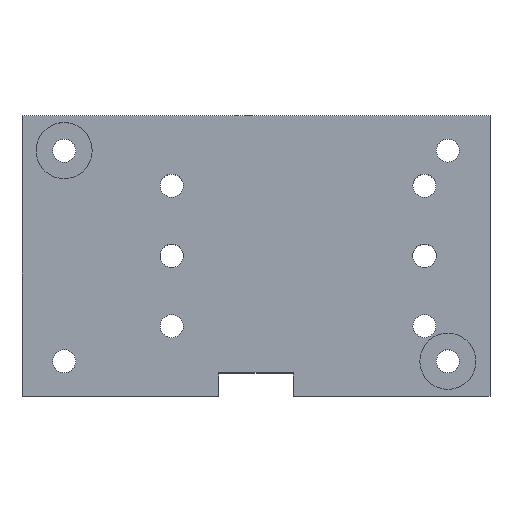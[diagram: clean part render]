
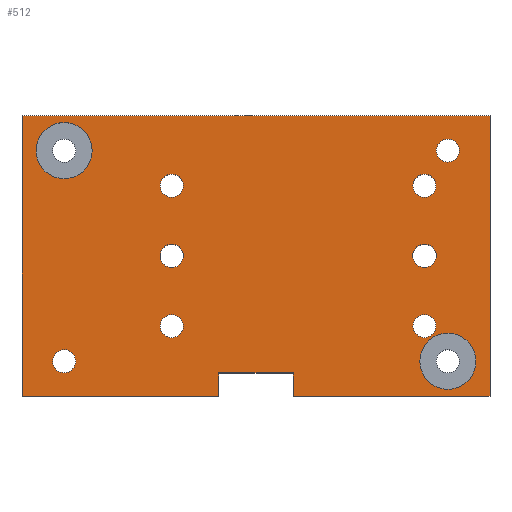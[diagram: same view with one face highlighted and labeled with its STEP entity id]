
A CAD part, top view. The second image highlights one B-rep face of the part: STEP entity #512.
In plain terms, the highlighted planar face has unit normal (0, 0, 1).
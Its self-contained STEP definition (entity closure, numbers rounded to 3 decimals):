
#19=FACE_BOUND('',#105,.T.);
#20=FACE_BOUND('',#106,.T.);
#21=FACE_BOUND('',#107,.T.);
#22=FACE_BOUND('',#108,.T.);
#23=FACE_BOUND('',#109,.T.);
#24=FACE_BOUND('',#110,.T.);
#25=FACE_BOUND('',#111,.T.);
#26=FACE_BOUND('',#112,.T.);
#27=FACE_BOUND('',#113,.T.);
#28=FACE_BOUND('',#114,.T.);
#48=PLANE('',#587);
#72=FACE_OUTER_BOUND('',#104,.T.);
#104=EDGE_LOOP('',(#415,#416,#417,#418,#419,#420,#421,#422));
#105=EDGE_LOOP('',(#423));
#106=EDGE_LOOP('',(#424));
#107=EDGE_LOOP('',(#425));
#108=EDGE_LOOP('',(#426));
#109=EDGE_LOOP('',(#427));
#110=EDGE_LOOP('',(#428));
#111=EDGE_LOOP('',(#429));
#112=EDGE_LOOP('',(#430));
#113=EDGE_LOOP('',(#431));
#114=EDGE_LOOP('',(#432));
#145=LINE('',#832,#183);
#149=LINE('',#841,#187);
#152=LINE('',#845,#190);
#155=LINE('',#851,#193);
#156=LINE('',#854,#194);
#159=LINE('',#860,#197);
#160=LINE('',#862,#198);
#161=LINE('',#863,#199);
#183=VECTOR('',#692,10.);
#187=VECTOR('',#698,10.);
#190=VECTOR('',#703,10.);
#193=VECTOR('',#708,10.);
#194=VECTOR('',#711,10.);
#197=VECTOR('',#716,10.);
#198=VECTOR('',#717,10.);
#199=VECTOR('',#718,10.);
#209=CIRCLE('',#545,6.);
#212=CIRCLE('',#550,6.);
#221=CIRCLE('',#565,2.5);
#223=CIRCLE('',#568,2.5);
#225=CIRCLE('',#571,2.459);
#227=CIRCLE('',#574,2.459);
#229=CIRCLE('',#577,2.459);
#231=CIRCLE('',#580,2.459);
#233=CIRCLE('',#588,2.459);
#234=CIRCLE('',#589,2.459);
#237=VERTEX_POINT('',#754);
#240=VERTEX_POINT('',#763);
#249=VERTEX_POINT('',#790);
#251=VERTEX_POINT('',#796);
#253=VERTEX_POINT('',#802);
#255=VERTEX_POINT('',#808);
#257=VERTEX_POINT('',#814);
#259=VERTEX_POINT('',#820);
#263=VERTEX_POINT('',#829);
#264=VERTEX_POINT('',#831);
#267=VERTEX_POINT('',#838);
#268=VERTEX_POINT('',#840);
#270=VERTEX_POINT('',#849);
#271=VERTEX_POINT('',#853);
#273=VERTEX_POINT('',#859);
#274=VERTEX_POINT('',#861);
#275=VERTEX_POINT('',#864);
#276=VERTEX_POINT('',#866);
#281=EDGE_CURVE('',#237,#237,#209,.T.);
#285=EDGE_CURVE('',#240,#240,#212,.T.);
#297=EDGE_CURVE('',#249,#249,#221,.T.);
#300=EDGE_CURVE('',#251,#251,#223,.T.);
#303=EDGE_CURVE('',#253,#253,#225,.T.);
#306=EDGE_CURVE('',#255,#255,#227,.T.);
#309=EDGE_CURVE('',#257,#257,#229,.T.);
#312=EDGE_CURVE('',#259,#259,#231,.T.);
#317=EDGE_CURVE('',#264,#263,#145,.T.);
#321=EDGE_CURVE('',#268,#267,#149,.T.);
#324=EDGE_CURVE('',#263,#268,#152,.T.);
#327=EDGE_CURVE('',#267,#270,#155,.T.);
#328=EDGE_CURVE('',#271,#264,#156,.T.);
#331=EDGE_CURVE('',#270,#273,#159,.T.);
#332=EDGE_CURVE('',#273,#274,#160,.T.);
#333=EDGE_CURVE('',#274,#271,#161,.T.);
#334=EDGE_CURVE('',#275,#275,#233,.T.);
#335=EDGE_CURVE('',#276,#276,#234,.T.);
#415=ORIENTED_EDGE('',*,*,#317,.T.);
#416=ORIENTED_EDGE('',*,*,#324,.T.);
#417=ORIENTED_EDGE('',*,*,#321,.T.);
#418=ORIENTED_EDGE('',*,*,#327,.T.);
#419=ORIENTED_EDGE('',*,*,#331,.T.);
#420=ORIENTED_EDGE('',*,*,#332,.T.);
#421=ORIENTED_EDGE('',*,*,#333,.T.);
#422=ORIENTED_EDGE('',*,*,#328,.T.);
#423=ORIENTED_EDGE('',*,*,#281,.T.);
#424=ORIENTED_EDGE('',*,*,#285,.T.);
#425=ORIENTED_EDGE('',*,*,#297,.T.);
#426=ORIENTED_EDGE('',*,*,#300,.T.);
#427=ORIENTED_EDGE('',*,*,#303,.T.);
#428=ORIENTED_EDGE('',*,*,#306,.T.);
#429=ORIENTED_EDGE('',*,*,#309,.T.);
#430=ORIENTED_EDGE('',*,*,#312,.T.);
#431=ORIENTED_EDGE('',*,*,#334,.T.);
#432=ORIENTED_EDGE('',*,*,#335,.T.);
#512=ADVANCED_FACE('',(#72,#19,#20,#21,#22,#23,#24,#25,#26,#27,#28),#48,
 .T.);
#545=AXIS2_PLACEMENT_3D('',#755,#604,#605);
#550=AXIS2_PLACEMENT_3D('',#764,#615,#616);
#565=AXIS2_PLACEMENT_3D('',#791,#648,#649);
#568=AXIS2_PLACEMENT_3D('',#797,#655,#656);
#571=AXIS2_PLACEMENT_3D('',#803,#662,#663);
#574=AXIS2_PLACEMENT_3D('',#809,#669,#670);
#577=AXIS2_PLACEMENT_3D('',#815,#676,#677);
#580=AXIS2_PLACEMENT_3D('',#821,#683,#684);
#587=AXIS2_PLACEMENT_3D('',#858,#714,#715);
#588=AXIS2_PLACEMENT_3D('',#865,#719,#720);
#589=AXIS2_PLACEMENT_3D('',#867,#721,#722);
#604=DIRECTION('center_axis',(0.,0.,-1.));
#605=DIRECTION('ref_axis',(1.,0.,0.));
#615=DIRECTION('center_axis',(0.,0.,-1.));
#616=DIRECTION('ref_axis',(1.,0.,0.));
#648=DIRECTION('center_axis',(0.,0.,-1.));
#649=DIRECTION('ref_axis',(1.,0.,0.));
#655=DIRECTION('center_axis',(0.,0.,-1.));
#656=DIRECTION('ref_axis',(1.,0.,0.));
#662=DIRECTION('center_axis',(0.,0.,-1.));
#663=DIRECTION('ref_axis',(1.,0.,0.));
#669=DIRECTION('center_axis',(0.,0.,-1.));
#670=DIRECTION('ref_axis',(1.,0.,0.));
#676=DIRECTION('center_axis',(0.,0.,-1.));
#677=DIRECTION('ref_axis',(1.,0.,0.));
#683=DIRECTION('center_axis',(0.,0.,-1.));
#684=DIRECTION('ref_axis',(1.,0.,0.));
#692=DIRECTION('',(0.,1.,0.));
#698=DIRECTION('',(0.,-1.,0.));
#703=DIRECTION('',(1.,0.,0.));
#708=DIRECTION('',(1.,0.,0.));
#711=DIRECTION('',(1.,0.,0.));
#714=DIRECTION('center_axis',(0.,0.,1.));
#715=DIRECTION('ref_axis',(1.,0.,0.));
#716=DIRECTION('',(0.,1.,0.));
#717=DIRECTION('',(-1.,0.,0.));
#718=DIRECTION('',(0.,-1.,0.));
#719=DIRECTION('center_axis',(0.,0.,-1.));
#720=DIRECTION('ref_axis',(1.,0.,0.));
#721=DIRECTION('center_axis',(0.,0.,-1.));
#722=DIRECTION('ref_axis',(1.,0.,0.));
#754=CARTESIAN_POINT('',(-47.,22.5,6.));
#755=CARTESIAN_POINT('Origin',(-41.,22.5,6.));
#763=CARTESIAN_POINT('',(35.,-22.5,6.));
#764=CARTESIAN_POINT('Origin',(41.,-22.5,6.));
#790=CARTESIAN_POINT('',(-20.5,0.,6.));
#791=CARTESIAN_POINT('Origin',(-18.,0.,6.));
#796=CARTESIAN_POINT('',(33.5,0.,6.));
#797=CARTESIAN_POINT('Origin',(36.,0.,6.));
#802=CARTESIAN_POINT('',(-20.459,-15.,6.));
#803=CARTESIAN_POINT('Origin',(-18.,-15.,6.));
#808=CARTESIAN_POINT('',(33.542,15.,6.));
#809=CARTESIAN_POINT('Origin',(36.,15.,6.));
#814=CARTESIAN_POINT('',(-20.459,15.,6.));
#815=CARTESIAN_POINT('Origin',(-18.,15.,6.));
#820=CARTESIAN_POINT('',(33.542,-15.,6.));
#821=CARTESIAN_POINT('Origin',(36.,-15.,6.));
#829=CARTESIAN_POINT('',(-8.,-25.,6.));
#831=CARTESIAN_POINT('',(-8.,-30.,6.));
#832=CARTESIAN_POINT('',(-8.,-15.,6.));
#838=CARTESIAN_POINT('',(8.,-30.,6.));
#840=CARTESIAN_POINT('',(8.,-25.,6.));
#841=CARTESIAN_POINT('',(8.,-12.5,6.));
#845=CARTESIAN_POINT('',(-4.,-25.,6.));
#849=CARTESIAN_POINT('',(50.,-30.,6.));
#851=CARTESIAN_POINT('',(-50.,-30.,6.));
#853=CARTESIAN_POINT('',(-50.,-30.,6.));
#854=CARTESIAN_POINT('',(-50.,-30.,6.));
#858=CARTESIAN_POINT('Origin',(0.,0.,6.));
#859=CARTESIAN_POINT('',(50.,30.,6.));
#860=CARTESIAN_POINT('',(50.,-30.,6.));
#861=CARTESIAN_POINT('',(-50.,30.,6.));
#862=CARTESIAN_POINT('',(50.,30.,6.));
#863=CARTESIAN_POINT('',(-50.,30.,6.));
#864=CARTESIAN_POINT('',(-43.459,-22.5,6.));
#865=CARTESIAN_POINT('Origin',(-41.,-22.5,6.));
#866=CARTESIAN_POINT('',(38.542,22.5,6.));
#867=CARTESIAN_POINT('Origin',(41.,22.5,6.));
